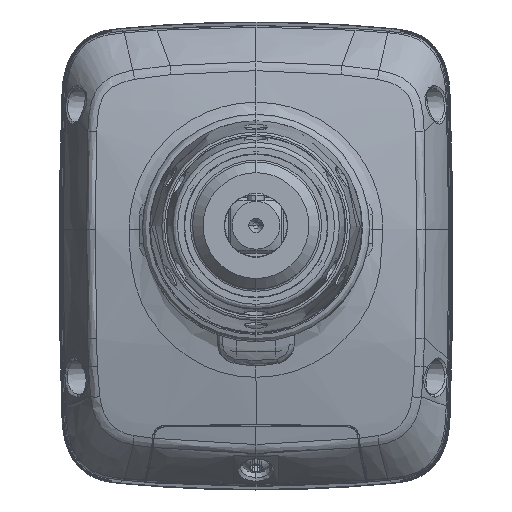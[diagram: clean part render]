
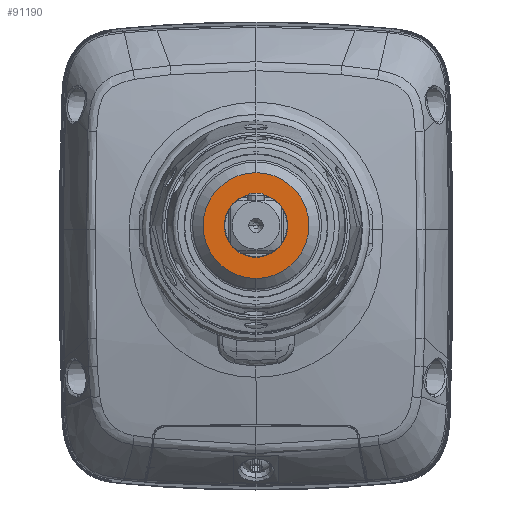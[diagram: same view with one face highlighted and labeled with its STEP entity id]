
A CAD part, top view. The second image highlights one B-rep face of the part: STEP entity #91190.
In plain terms, the highlighted planar face has unit normal (0, 0, 1).
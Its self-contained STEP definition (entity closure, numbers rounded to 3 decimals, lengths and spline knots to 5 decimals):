
#5394=CARTESIAN_POINT('',(0.,0.,8.72736));
#5395=DIRECTION('',(0.,0.,1.));
#5396=DIRECTION('',(0.,1.,0.));
#5397=AXIS2_PLACEMENT_3D('',#5394,#5395,#5396);
#5412=CARTESIAN_POINT('',(0.,0.,8.72736));
#5413=DIRECTION('',(0.,0.,-1.));
#5414=DIRECTION('',(0.,1.,0.));
#5415=AXIS2_PLACEMENT_3D('',#5412,#5413,#5414);
#5417=CARTESIAN_POINT('',(0.,0.,8.72736));
#5418=DIRECTION('',(0.,0.,-1.));
#5419=DIRECTION('',(0.,-1.,0.));
#5420=AXIS2_PLACEMENT_3D('',#5417,#5418,#5419);
#5422=CARTESIAN_POINT('',(0.,0.,8.72736));
#5423=DIRECTION('',(0.,0.,-1.));
#5424=DIRECTION('',(0.,1.,0.));
#5425=AXIS2_PLACEMENT_3D('',#5422,#5423,#5424);
#79966=CARTESIAN_POINT('',(0.,0.3937,8.72736));
#79967=CARTESIAN_POINT('',(0.,-0.3937,8.72736));
#79968=VERTEX_POINT('',#79966);
#79969=VERTEX_POINT('',#79967);
#80086=CARTESIAN_POINT('',(0.,0.23622,8.72736));
#80087=CARTESIAN_POINT('',(0.,-0.23622,8.72736));
#80088=VERTEX_POINT('',#80086);
#80089=VERTEX_POINT('',#80087);
#91174=CARTESIAN_POINT('',(0.,0.,8.72736));
#91175=DIRECTION('',(0.,0.,-1.));
#91176=DIRECTION('',(0.,-1.,0.));
#91177=AXIS2_PLACEMENT_3D('',#91174,#91175,#91176);
#91178=PLANE('',#91177);
#91179=ORIENTED_EDGE('',*,*,#91164,.F.);
#91181=ORIENTED_EDGE('',*,*,#91180,.T.);
#91182=EDGE_LOOP('',(#91179,#91181));
#91183=FACE_OUTER_BOUND('',#91182,.F.);
#91185=ORIENTED_EDGE('',*,*,#91184,.F.);
#91187=ORIENTED_EDGE('',*,*,#91186,.F.);
#91188=EDGE_LOOP('',(#91185,#91187));
#91189=FACE_BOUND('',#91188,.F.);
#91190=ADVANCED_FACE('',(#91183,#91189),#91178,.F.);
#5398=CIRCLE('',#5397,0.3937);
#5416=CIRCLE('',#5415,0.23622);
#5421=CIRCLE('',#5420,0.23622);
#5426=CIRCLE('',#5425,0.3937);
#91164=EDGE_CURVE('',#79968,#79969,#5398,.T.);
#91180=EDGE_CURVE('',#79968,#79969,#5426,.T.);
#91184=EDGE_CURVE('',#80088,#80089,#5416,.T.);
#91186=EDGE_CURVE('',#80089,#80088,#5421,.T.);
